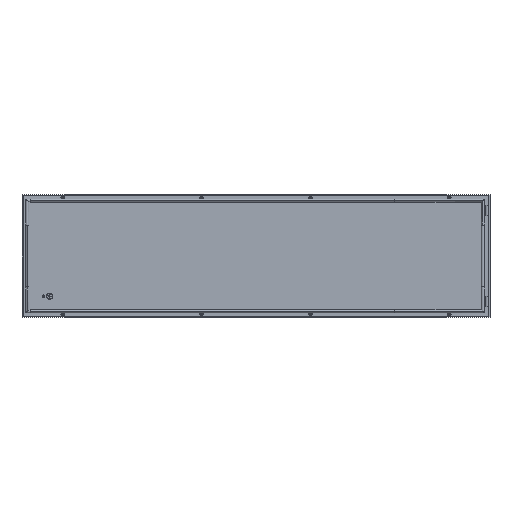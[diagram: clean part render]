
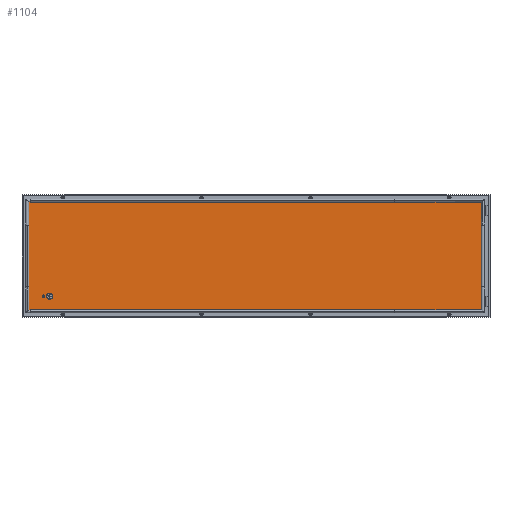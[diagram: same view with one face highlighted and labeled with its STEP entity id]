
A CAD part, top view. The second image highlights one B-rep face of the part: STEP entity #1104.
In plain terms, the highlighted planar face has unit normal (0, 0, 1).
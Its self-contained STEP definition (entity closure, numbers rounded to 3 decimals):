
#5 = CARTESIAN_POINT ( 'NONE',  ( 651.657, 253.5, 0. ) ) ;
#16 = EDGE_LOOP ( 'NONE', ( #757, #3703 ) ) ;
#66 = CARTESIAN_POINT ( 'NONE',  ( 1059.657, -253.5, 0. ) ) ;
#105 = LINE ( 'NONE', #6441, #1884 ) ;
#180 = EDGE_LOOP ( 'NONE', ( #2192, #1448 ) ) ;
#302 = VERTEX_POINT ( 'NONE', #66 ) ;
#425 = AXIS2_PLACEMENT_3D ( 'NONE', #2594, #5857, #3297 ) ;
#464 = ORIENTED_EDGE ( 'NONE', *, *, #1576, .F. ) ;
#521 = CIRCLE ( 'NONE', #6662, 2.65 ) ;
#549 = CARTESIAN_POINT ( 'NONE',  ( -1068.343, 0., 0. ) ) ;
#556 = DIRECTION ( 'NONE',  ( 0., 0., 1. ) ) ;
#559 = ORIENTED_EDGE ( 'NONE', *, *, #2124, .T. ) ;
#631 = EDGE_LOOP ( 'NONE', ( #6561, #464, #3163, #5966, #2613, #1281, #1859, #559, #1816, #4768, #3001, #5501 ) ) ;
#643 = LINE ( 'NONE', #549, #3348 ) ;
#658 = EDGE_CURVE ( 'NONE', #1405, #2780, #864, .T. ) ;
#757 = ORIENTED_EDGE ( 'NONE', *, *, #5686, .T. ) ;
#771 = VERTEX_POINT ( 'NONE', #2211 ) ;
#833 = CARTESIAN_POINT ( 'NONE',  ( 1059.657, 268.3, 0. ) ) ;
#864 = CIRCLE ( 'NONE', #425, 2.65 ) ;
#941 = CARTESIAN_POINT ( 'NONE',  ( -999.315, -186.44, 0. ) ) ;
#949 = DIRECTION ( 'NONE',  ( 0., 1., 0. ) ) ;
#1049 = EDGE_CURVE ( 'NONE', #1751, #2530, #643, .T. ) ;
#1064 = DIRECTION ( 'NONE',  ( 0., 1., 0. ) ) ;
#1073 = VECTOR ( 'NONE', #6675, 1000. ) ;
#1091 = PLANE ( 'NONE',  #2201 ) ;
#1104 = ADVANCED_FACE ( 'NONE', ( #3283, #2170, #2199 ), #1091, .T. ) ;
#1117 = CARTESIAN_POINT ( 'NONE',  ( -1060.343, -253.5, 0. ) ) ;
#1221 = VECTOR ( 'NONE', #1064, 1000. ) ;
#1241 = CIRCLE ( 'NONE', #6058, 15. ) ;
#1281 = ORIENTED_EDGE ( 'NONE', *, *, #2230, .F. ) ;
#1405 = VERTEX_POINT ( 'NONE', #941 ) ;
#1409 = AXIS2_PLACEMENT_3D ( 'NONE', #6844, #2701, #3725 ) ;
#1448 = ORIENTED_EDGE ( 'NONE', *, *, #3382, .F. ) ;
#1484 = DIRECTION ( 'NONE',  ( 1., 0., 0. ) ) ;
#1576 = EDGE_CURVE ( 'NONE', #5679, #3934, #4500, .T. ) ;
#1597 = CARTESIAN_POINT ( 'NONE',  ( 0., 0., 0. ) ) ;
#1629 = CARTESIAN_POINT ( 'NONE',  ( -1083.143, -253.5, 0. ) ) ;
#1751 = VERTEX_POINT ( 'NONE', #4803 ) ;
#1799 = VERTEX_POINT ( 'NONE', #4280 ) ;
#1816 = ORIENTED_EDGE ( 'NONE', *, *, #5128, .T. ) ;
#1847 = CIRCLE ( 'NONE', #1409, 15. ) ;
#1859 = ORIENTED_EDGE ( 'NONE', *, *, #1049, .T. ) ;
#1884 = VECTOR ( 'NONE', #5389, 1000. ) ;
#1951 = DIRECTION ( 'NONE',  ( 0., -1., 0. ) ) ;
#1962 = VECTOR ( 'NONE', #5149, 1000. ) ;
#2074 = VECTOR ( 'NONE', #6345, 1000. ) ;
#2124 = EDGE_CURVE ( 'NONE', #2530, #5726, #6672, .T. ) ;
#2170 = FACE_BOUND ( 'NONE', #16, .T. ) ;
#2188 = DIRECTION ( 'NONE',  ( 1., 0., 0. ) ) ;
#2192 = ORIENTED_EDGE ( 'NONE', *, *, #6887, .F. ) ;
#2199 = FACE_OUTER_BOUND ( 'NONE', #631, .T. ) ;
#2201 = AXIS2_PLACEMENT_3D ( 'NONE', #1597, #5893, #4329 ) ;
#2211 = CARTESIAN_POINT ( 'NONE',  ( -970., -174., 0. ) ) ;
#2230 = EDGE_CURVE ( 'NONE', #1751, #1799, #2837, .T. ) ;
#2245 = CARTESIAN_POINT ( 'NONE',  ( -1000.685, -191.56, 0. ) ) ;
#2325 = VECTOR ( 'NONE', #5760, 1000. ) ;
#2342 = LINE ( 'NONE', #4508, #6905 ) ;
#2530 = VERTEX_POINT ( 'NONE', #5991 ) ;
#2594 = CARTESIAN_POINT ( 'NONE',  ( -1000., -189., 0. ) ) ;
#2613 = ORIENTED_EDGE ( 'NONE', *, *, #3082, .F. ) ;
#2701 = DIRECTION ( 'NONE',  ( 0., 0., 1. ) ) ;
#2780 = VERTEX_POINT ( 'NONE', #2245 ) ;
#2791 = EDGE_CURVE ( 'NONE', #4409, #3934, #105, .T. ) ;
#2837 = LINE ( 'NONE', #5460, #1221 ) ;
#3001 = ORIENTED_EDGE ( 'NONE', *, *, #6112, .T. ) ;
#3044 = VECTOR ( 'NONE', #3072, 1000. ) ;
#3068 = VECTOR ( 'NONE', #2188, 1000. ) ;
#3072 = DIRECTION ( 'NONE',  ( 1., 0., 0. ) ) ;
#3082 = EDGE_CURVE ( 'NONE', #1799, #3733, #6383, .T. ) ;
#3159 = CARTESIAN_POINT ( 'NONE',  ( 651.657, 253.5, 0. ) ) ;
#3163 = ORIENTED_EDGE ( 'NONE', *, *, #6939, .F. ) ;
#3268 = DIRECTION ( 'NONE',  ( -0.258, -0.966, 0. ) ) ;
#3283 = FACE_BOUND ( 'NONE', #180, .T. ) ;
#3297 = DIRECTION ( 'NONE',  ( -0.258, -0.966, 0. ) ) ;
#3348 = VECTOR ( 'NONE', #4274, 1000. ) ;
#3382 = EDGE_CURVE ( 'NONE', #3872, #771, #1241, .T. ) ;
#3391 = EDGE_CURVE ( 'NONE', #3733, #6930, #5730, .T. ) ;
#3657 = VERTEX_POINT ( 'NONE', #6749 ) ;
#3703 = ORIENTED_EDGE ( 'NONE', *, *, #658, .T. ) ;
#3725 = DIRECTION ( 'NONE',  ( 0., -1., 0. ) ) ;
#3733 = VERTEX_POINT ( 'NONE', #4363 ) ;
#3845 = DIRECTION ( 'NONE',  ( 0., 0., -1. ) ) ;
#3872 = VERTEX_POINT ( 'NONE', #4222 ) ;
#3934 = VERTEX_POINT ( 'NONE', #5333 ) ;
#4020 = EDGE_CURVE ( 'NONE', #4289, #3657, #5921, .T. ) ;
#4185 = CARTESIAN_POINT ( 'NONE',  ( -1083.143, 253.5, 0. ) ) ;
#4222 = CARTESIAN_POINT ( 'NONE',  ( -970., -204., 0. ) ) ;
#4274 = DIRECTION ( 'NONE',  ( 0., -1., 0. ) ) ;
#4280 = CARTESIAN_POINT ( 'NONE',  ( -1068.343, 253.5, 0. ) ) ;
#4289 = VERTEX_POINT ( 'NONE', #4412 ) ;
#4329 = DIRECTION ( 'NONE',  ( 1., 0., 0. ) ) ;
#4363 = CARTESIAN_POINT ( 'NONE',  ( -1060.343, 253.5, 0. ) ) ;
#4392 = EDGE_CURVE ( 'NONE', #302, #4409, #2342, .T. ) ;
#4402 = CARTESIAN_POINT ( 'NONE',  ( 1059.657, -145.5, 0. ) ) ;
#4409 = VERTEX_POINT ( 'NONE', #4402 ) ;
#4412 = CARTESIAN_POINT ( 'NONE',  ( -1060.343, -253.5, 0. ) ) ;
#4500 = LINE ( 'NONE', #833, #1962 ) ;
#4508 = CARTESIAN_POINT ( 'NONE',  ( 1059.657, -268.3, 0. ) ) ;
#4516 = LINE ( 'NONE', #4547, #1073 ) ;
#4547 = CARTESIAN_POINT ( 'NONE',  ( 651.657, -253.5, 0. ) ) ;
#4739 = CARTESIAN_POINT ( 'NONE',  ( -970., -189., 0. ) ) ;
#4757 = LINE ( 'NONE', #1629, #6265 ) ;
#4768 = ORIENTED_EDGE ( 'NONE', *, *, #4020, .T. ) ;
#4803 = CARTESIAN_POINT ( 'NONE',  ( -1068.343, 145.5, 0. ) ) ;
#4811 = LINE ( 'NONE', #5, #2074 ) ;
#5128 = EDGE_CURVE ( 'NONE', #5726, #4289, #4757, .T. ) ;
#5149 = DIRECTION ( 'NONE',  ( 0., -1., 0. ) ) ;
#5318 = CARTESIAN_POINT ( 'NONE',  ( -1060.343, 253.5, 0. ) ) ;
#5333 = CARTESIAN_POINT ( 'NONE',  ( 1059.657, 145.5, 0. ) ) ;
#5389 = DIRECTION ( 'NONE',  ( 0., 1., 0. ) ) ;
#5405 = CARTESIAN_POINT ( 'NONE',  ( 1059.657, 253.5, 0. ) ) ;
#5460 = CARTESIAN_POINT ( 'NONE',  ( -1068.343, 145.5, 0. ) ) ;
#5501 = ORIENTED_EDGE ( 'NONE', *, *, #4392, .T. ) ;
#5505 = CARTESIAN_POINT ( 'NONE',  ( -1000., -189., 0. ) ) ;
#5679 = VERTEX_POINT ( 'NONE', #5405 ) ;
#5686 = EDGE_CURVE ( 'NONE', #2780, #1405, #521, .T. ) ;
#5726 = VERTEX_POINT ( 'NONE', #6454 ) ;
#5730 = LINE ( 'NONE', #5318, #3044 ) ;
#5760 = DIRECTION ( 'NONE',  ( 0., -1., 0. ) ) ;
#5857 = DIRECTION ( 'NONE',  ( 0., 0., -1. ) ) ;
#5859 = DIRECTION ( 'NONE',  ( 1., 0., 0. ) ) ;
#5893 = DIRECTION ( 'NONE',  ( 0., 0., 1. ) ) ;
#5921 = LINE ( 'NONE', #1117, #3068 ) ;
#5966 = ORIENTED_EDGE ( 'NONE', *, *, #3391, .F. ) ;
#5991 = CARTESIAN_POINT ( 'NONE',  ( -1068.343, -145.5, 0. ) ) ;
#6058 = AXIS2_PLACEMENT_3D ( 'NONE', #4739, #556, #1951 ) ;
#6112 = EDGE_CURVE ( 'NONE', #3657, #302, #4516, .T. ) ;
#6189 = CARTESIAN_POINT ( 'NONE',  ( -1068.343, -145.5, 0. ) ) ;
#6265 = VECTOR ( 'NONE', #5859, 1000. ) ;
#6345 = DIRECTION ( 'NONE',  ( 1., 0., 0. ) ) ;
#6383 = LINE ( 'NONE', #4185, #6403 ) ;
#6403 = VECTOR ( 'NONE', #1484, 1000. ) ;
#6441 = CARTESIAN_POINT ( 'NONE',  ( 1059.657, -145.5, 0. ) ) ;
#6454 = CARTESIAN_POINT ( 'NONE',  ( -1068.343, -253.5, 0. ) ) ;
#6561 = ORIENTED_EDGE ( 'NONE', *, *, #2791, .T. ) ;
#6662 = AXIS2_PLACEMENT_3D ( 'NONE', #5505, #3845, #3268 ) ;
#6672 = LINE ( 'NONE', #6189, #2325 ) ;
#6675 = DIRECTION ( 'NONE',  ( 1., 0., 0. ) ) ;
#6749 = CARTESIAN_POINT ( 'NONE',  ( 651.657, -253.5, 0. ) ) ;
#6844 = CARTESIAN_POINT ( 'NONE',  ( -970., -189., 0. ) ) ;
#6887 = EDGE_CURVE ( 'NONE', #771, #3872, #1847, .T. ) ;
#6905 = VECTOR ( 'NONE', #949, 1000. ) ;
#6930 = VERTEX_POINT ( 'NONE', #3159 ) ;
#6939 = EDGE_CURVE ( 'NONE', #6930, #5679, #4811, .T. ) ;
